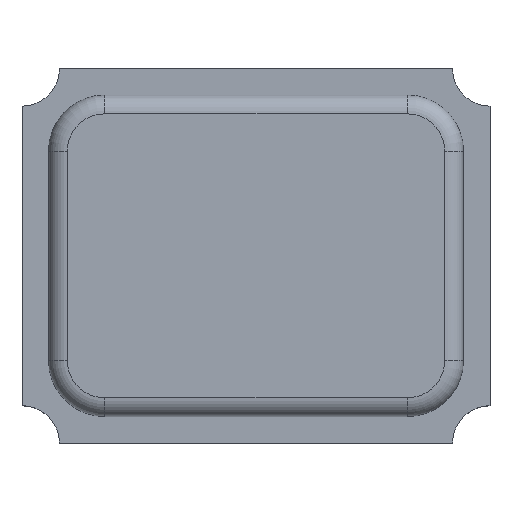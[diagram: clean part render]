
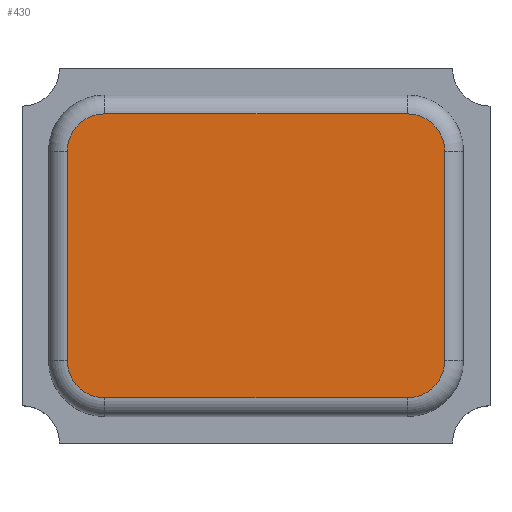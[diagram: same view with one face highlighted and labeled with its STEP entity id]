
A CAD part, top view. The second image highlights one B-rep face of the part: STEP entity #430.
In plain terms, the highlighted planar face has unit normal (0, 0, 1).
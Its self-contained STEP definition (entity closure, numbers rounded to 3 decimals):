
#31 = EDGE_LOOP ( 'NONE', ( #609, #1977, #1646, #1353, #2600, #2764, #437, #3080 ) ) ;
#42 = EDGE_CURVE ( 'NONE', #814, #2555, #2141, .T. ) ;
#108 = VERTEX_POINT ( 'NONE', #782 ) ;
#159 = LINE ( 'NONE', #2601, #634 ) ;
#183 = EDGE_CURVE ( 'NONE', #2555, #720, #2144, .T. ) ;
#291 = CIRCLE ( 'NONE', #350, 0.2 ) ;
#350 = AXIS2_PLACEMENT_3D ( 'NONE', #2347, #1881, #637 ) ;
#391 = CARTESIAN_POINT ( 'NONE',  ( -0.809, 0.759, 0.8 ) ) ;
#430 = ADVANCED_FACE ( 'NONE', ( #2437 ), #2640, .T. ) ;
#436 = CARTESIAN_POINT ( 'NONE',  ( -1.009, -0.559, 0.8 ) ) ;
#437 = ORIENTED_EDGE ( 'NONE', *, *, #2703, .T. ) ;
#609 = ORIENTED_EDGE ( 'NONE', *, *, #1944, .T. ) ;
#634 = VECTOR ( 'NONE', #2120, 1000. ) ;
#637 = DIRECTION ( 'NONE',  ( 1., 0., 0. ) ) ;
#642 = CIRCLE ( 'NONE', #1797, 0.2 ) ;
#695 = CARTESIAN_POINT ( 'NONE',  ( -1.009, -0.559, 0.8 ) ) ;
#720 = VERTEX_POINT ( 'NONE', #1489 ) ;
#782 = CARTESIAN_POINT ( 'NONE',  ( 1.009, 0.559, 0.8 ) ) ;
#813 = CARTESIAN_POINT ( 'NONE',  ( -1.009, 0.559, 0.8 ) ) ;
#814 = VERTEX_POINT ( 'NONE', #813 ) ;
#872 = CARTESIAN_POINT ( 'NONE',  ( 0.809, -0.559, 0.8 ) ) ;
#931 = DIRECTION ( 'NONE',  ( 1., 0., 0. ) ) ;
#950 = VERTEX_POINT ( 'NONE', #2870 ) ;
#986 = DIRECTION ( 'NONE',  ( 0., 1., 0. ) ) ;
#1353 = ORIENTED_EDGE ( 'NONE', *, *, #1631, .T. ) ;
#1357 = CARTESIAN_POINT ( 'NONE',  ( -0.809, -0.559, 0.8 ) ) ;
#1412 = DIRECTION ( 'NONE',  ( 1., 0., 0. ) ) ;
#1489 = CARTESIAN_POINT ( 'NONE',  ( -0.809, -0.759, 0.8 ) ) ;
#1494 = AXIS2_PLACEMENT_3D ( 'NONE', #1621, #3158, #2113 ) ;
#1592 = VECTOR ( 'NONE', #986, 1000. ) ;
#1597 = VECTOR ( 'NONE', #2843, 1000. ) ;
#1621 = CARTESIAN_POINT ( 'NONE',  ( 0.809, 0.559, 0.8 ) ) ;
#1631 = EDGE_CURVE ( 'NONE', #720, #950, #159, .T. ) ;
#1646 = ORIENTED_EDGE ( 'NONE', *, *, #183, .T. ) ;
#1656 = DIRECTION ( 'NONE',  ( 0., -1., 0. ) ) ;
#1687 = EDGE_CURVE ( 'NONE', #2949, #108, #2423, .T. ) ;
#1754 = VERTEX_POINT ( 'NONE', #2545 ) ;
#1772 = VERTEX_POINT ( 'NONE', #2288 ) ;
#1797 = AXIS2_PLACEMENT_3D ( 'NONE', #872, #2368, #931 ) ;
#1878 = EDGE_CURVE ( 'NONE', #950, #2949, #642, .T. ) ;
#1881 = DIRECTION ( 'NONE',  ( 0., 0., 1. ) ) ;
#1882 = CARTESIAN_POINT ( 'NONE',  ( -0.809, -0.559, 0.8 ) ) ;
#1944 = EDGE_CURVE ( 'NONE', #1772, #814, #291, .T. ) ;
#1959 = CARTESIAN_POINT ( 'NONE',  ( 1.009, -0.559, 0.8 ) ) ;
#1977 = ORIENTED_EDGE ( 'NONE', *, *, #42, .T. ) ;
#2113 = DIRECTION ( 'NONE',  ( 1., 0., 0. ) ) ;
#2120 = DIRECTION ( 'NONE',  ( 1., 0., 0. ) ) ;
#2141 = LINE ( 'NONE', #695, #2889 ) ;
#2144 = CIRCLE ( 'NONE', #2613, 0.2 ) ;
#2288 = CARTESIAN_POINT ( 'NONE',  ( -0.809, 0.759, 0.8 ) ) ;
#2330 = DIRECTION ( 'NONE',  ( 1., 0., 0. ) ) ;
#2347 = CARTESIAN_POINT ( 'NONE',  ( -0.809, 0.559, 0.8 ) ) ;
#2368 = DIRECTION ( 'NONE',  ( 0., 0., 1. ) ) ;
#2423 = LINE ( 'NONE', #2706, #1592 ) ;
#2437 = FACE_OUTER_BOUND ( 'NONE', #31, .T. ) ;
#2523 = EDGE_CURVE ( 'NONE', #1754, #1772, #2813, .T. ) ;
#2545 = CARTESIAN_POINT ( 'NONE',  ( 0.809, 0.759, 0.8 ) ) ;
#2555 = VERTEX_POINT ( 'NONE', #436 ) ;
#2600 = ORIENTED_EDGE ( 'NONE', *, *, #1878, .T. ) ;
#2601 = CARTESIAN_POINT ( 'NONE',  ( 0.809, -0.759, 0.8 ) ) ;
#2613 = AXIS2_PLACEMENT_3D ( 'NONE', #1357, #3078, #2330 ) ;
#2640 = PLANE ( 'NONE',  #2841 ) ;
#2684 = DIRECTION ( 'NONE',  ( 0., 0., 1. ) ) ;
#2703 = EDGE_CURVE ( 'NONE', #108, #1754, #3012, .T. ) ;
#2706 = CARTESIAN_POINT ( 'NONE',  ( 1.009, 0.559, 0.8 ) ) ;
#2764 = ORIENTED_EDGE ( 'NONE', *, *, #1687, .T. ) ;
#2813 = LINE ( 'NONE', #391, #1597 ) ;
#2841 = AXIS2_PLACEMENT_3D ( 'NONE', #1882, #2684, #1412 ) ;
#2843 = DIRECTION ( 'NONE',  ( -1., 0., 0. ) ) ;
#2870 = CARTESIAN_POINT ( 'NONE',  ( 0.809, -0.759, 0.8 ) ) ;
#2889 = VECTOR ( 'NONE', #1656, 1000. ) ;
#2949 = VERTEX_POINT ( 'NONE', #1959 ) ;
#3012 = CIRCLE ( 'NONE', #1494, 0.2 ) ;
#3078 = DIRECTION ( 'NONE',  ( 0., 0., 1. ) ) ;
#3080 = ORIENTED_EDGE ( 'NONE', *, *, #2523, .T. ) ;
#3158 = DIRECTION ( 'NONE',  ( 0., 0., 1. ) ) ;
